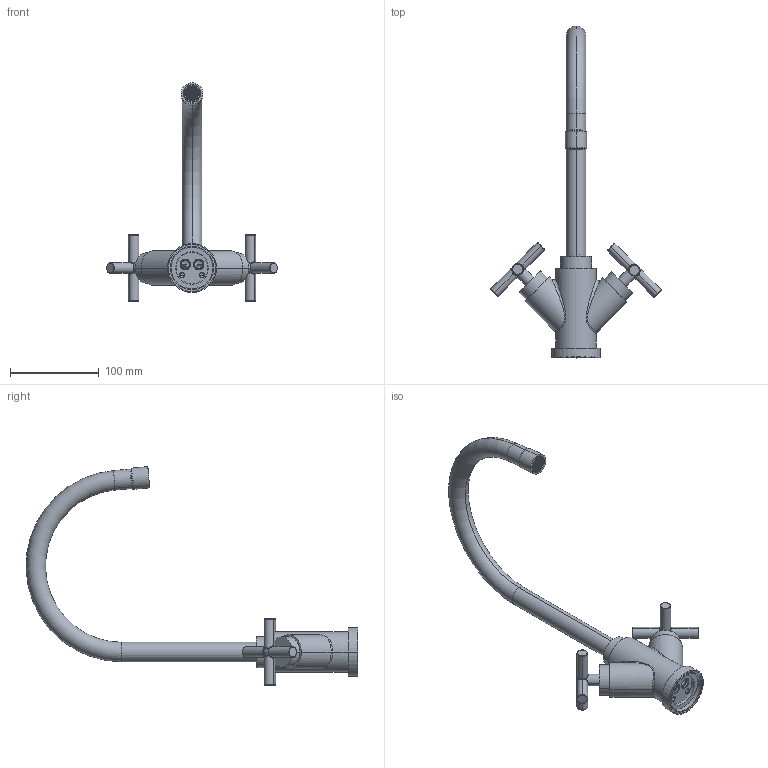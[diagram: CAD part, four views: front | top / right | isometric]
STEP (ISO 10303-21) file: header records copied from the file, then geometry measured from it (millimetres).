
FILE_DESCRIPTION((''),'2;1');
FILE_NAME('QTV180CR','2021-04-14T11:21:37',('ut3'),('PAFFONI SpA'),'CREO PARAMETRIC BY PTC INC, 2020044','CREO PARAMETRIC BY PTC INC, 2020044','');
FILE_SCHEMA(('CONFIG_CONTROL_DESIGN','SHAPE_APPEARANCE_LAYERS_GROUPS'));
Length unit declared in the file: millimetre
Products named in the file (1): QTV180CR
Bounding box: 192.61 x 374.1 x 246.48 mm (x, y, z)
Volume: 301607.8 mm3; surface area: 144095.6 mm2
Topology: 4 solids, 4 shells, 2318 faces, 6902 edges, 4483 vertices
Faces by surface type: plane 1806, cylinder 286, cone 114, torus 56, bspline 48, sphere 8
Entity records: 103122 total; most frequent: CARTESIAN_POINT 22256, ORIENTED_EDGE 13776, DIRECTION 12584, EDGE_CURVE 6888, VERTEX_POINT 4483, VECTOR 4332, LINE 4332, AXIS2_PLACEMENT_3D 4126
